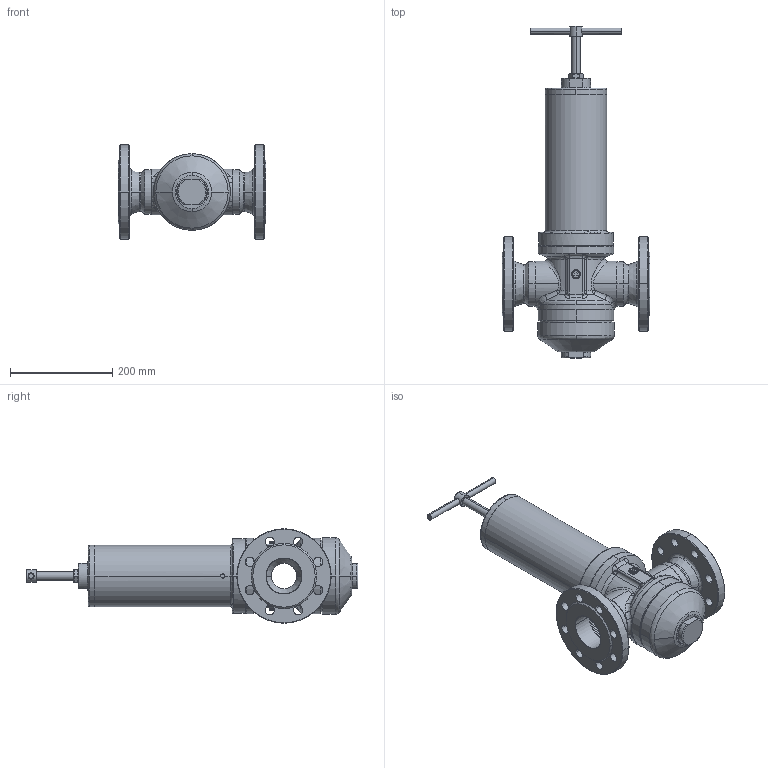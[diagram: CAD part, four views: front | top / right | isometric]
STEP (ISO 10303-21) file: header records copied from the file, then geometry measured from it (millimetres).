
FILE_DESCRIPTION (( 'STEP AP203' ), '1' );
FILE_NAME ('Typ_71-BG_IIIB-D065.STEP', '2021-03-11T08:27:46', ( '' ), ( '' ), 'SwSTEP 2.0', 'SolidWorks 2016', '' );
FILE_SCHEMA (( 'CONFIG_CONTROL_DESIGN' ));
Length unit declared in the file: millimetre
Products named in the file (1): Typ_71-BG_IIIB-D065
Bounding box: 290 x 650.52 x 185 mm (x, y, z)
Volume: 3035821.9 mm3; surface area: 727033.9 mm2
Topology: 11 solids, 11 shells, 572 faces, 1414 edges, 869 vertices
Faces by surface type: cylinder 188, cone 143, bspline 138, plane 103
Entity records: 28210 total; most frequent: CARTESIAN_POINT 15071, ORIENTED_EDGE 2804, DIRECTION 2735, EDGE_CURVE 1402, AXIS2_PLACEMENT_3D 1179, VERTEX_POINT 869, CIRCLE 744, EDGE_LOOP 647
